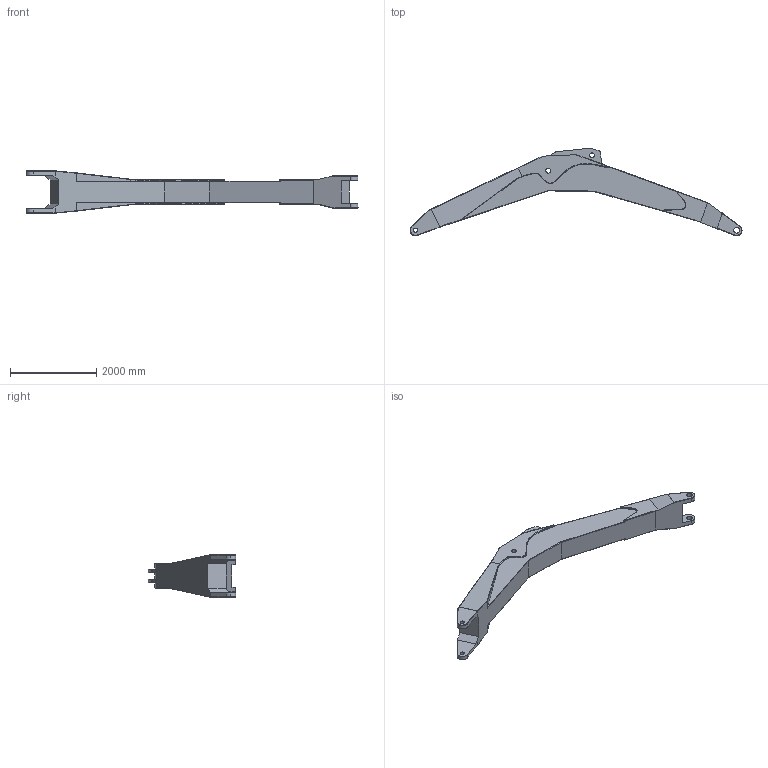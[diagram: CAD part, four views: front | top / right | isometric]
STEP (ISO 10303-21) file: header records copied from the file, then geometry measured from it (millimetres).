
FILE_DESCRIPTION (( 'STEP AP203' ), '1' );
FILE_NAME ('3. Boom_Default_sldprt.STEP', '2023-03-20T06:31:02', ( '' ), ( '' ), 'SwSTEP 2.0', 'SolidWorks 2019', '' );
FILE_SCHEMA (( 'CONFIG_CONTROL_DESIGN' ));
Length unit declared in the file: millimetre
Products named in the file (1): 3. Boom_Default_sldprt
Bounding box: 7690 x 2028.03 x 981 mm (x, y, z)
Volume: 2651070430.9 mm3; surface area: 21062201.6 mm2
Topology: 1 solids, 1 shells, 177 faces, 468 edges, 293 vertices
Faces by surface type: cylinder 88, plane 52, torus 22, bspline 10, sphere 5
Entity records: 8184 total; most frequent: CARTESIAN_POINT 3750, ORIENTED_EDGE 936, DIRECTION 917, EDGE_CURVE 468, AXIS2_PLACEMENT_3D 340, VERTEX_POINT 293, LINE 237, VECTOR 237
